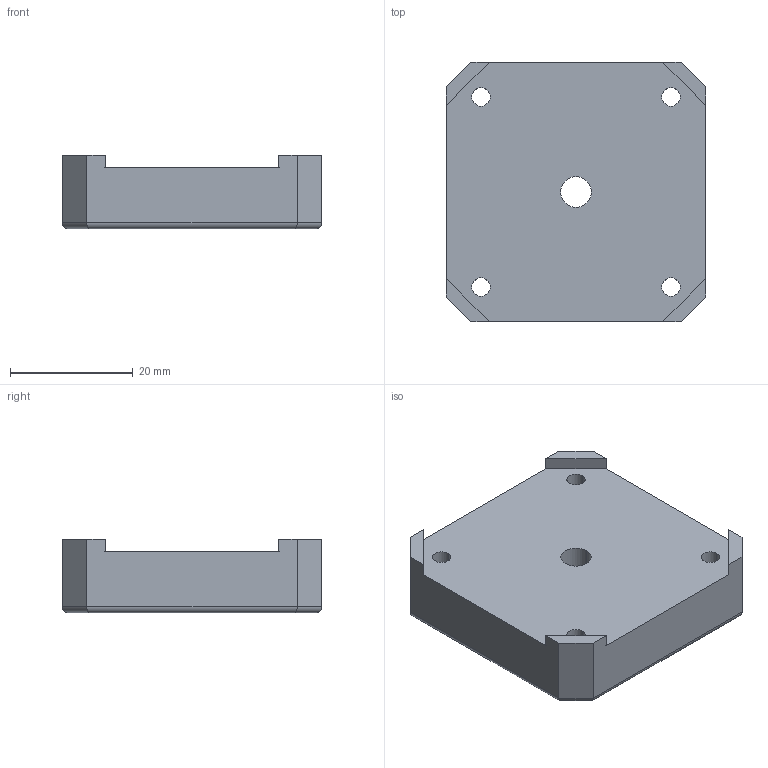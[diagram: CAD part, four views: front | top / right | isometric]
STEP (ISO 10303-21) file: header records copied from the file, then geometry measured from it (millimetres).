
FILE_DESCRIPTION (( 'STEP AP214' ), '1' );
FILE_NAME ('1.Base.STEP', '2025-09-18T19:06:28', ( '' ), ( '' ), 'SwSTEP 2.0', 'SolidWorks 2024', '' );
FILE_SCHEMA (( 'AUTOMOTIVE_DESIGN' ));
Length unit declared in the file: metre
Products named in the file (1): 1.Base
Bounding box: 42.3 x 42.3 x 12 mm (x, y, z)
Volume: 16536.5 mm3; surface area: 5806.3 mm2
Topology: 1 solids, 1 shells, 71 faces, 164 edges, 100 vertices
Faces by surface type: cylinder 28, plane 23, torus 20
Entity records: 2838 total; most frequent: DIRECTION 380, CARTESIAN_POINT 360, ORIENTED_EDGE 328, EDGE_CURVE 164, AXIS2_PLACEMENT_3D 152, VERTEX_POINT 100, EDGE_LOOP 86, CIRCLE 80
